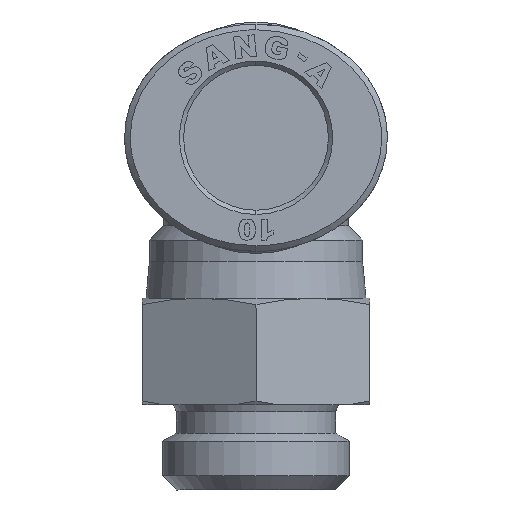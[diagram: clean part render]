
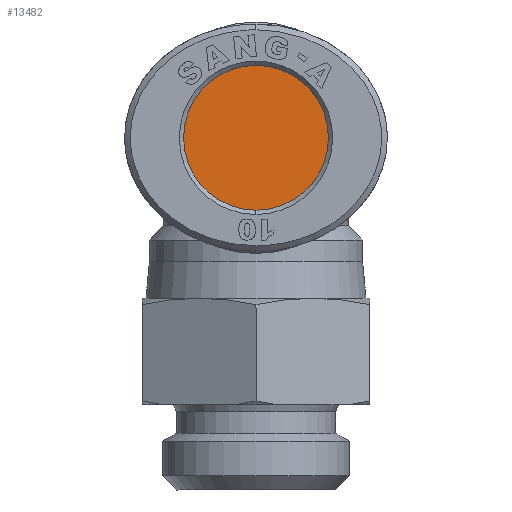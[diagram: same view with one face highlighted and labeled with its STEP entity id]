
A CAD part, left-side view. The second image highlights one B-rep face of the part: STEP entity #13482.
In plain terms, the highlighted planar face has unit normal (-1, 0, 0).
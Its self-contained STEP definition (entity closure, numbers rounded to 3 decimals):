
#262 = CIRCLE ( 'NONE', #10709, 5.1 ) ;
#1138 = DIRECTION ( 'NONE',  ( 0., 1., 0. ) ) ;
#2604 = DIRECTION ( 'NONE',  ( 0., 0., -1. ) ) ;
#3609 = AXIS2_PLACEMENT_3D ( 'NONE', #28403, #14402, #19021 ) ;
#3718 = ORIENTED_EDGE ( 'NONE', *, *, #7479, .T. ) ;
#5005 = FACE_OUTER_BOUND ( 'NONE', #22875, .T. ) ;
#5950 = CARTESIAN_POINT ( 'NONE',  ( -14.833, 0., 0. ) ) ;
#6443 = EDGE_CURVE ( 'NONE', #9995, #22003, #12382, .T. ) ;
#7479 = EDGE_CURVE ( 'NONE', #22003, #9995, #262, .T. ) ;
#8514 = DIRECTION ( 'NONE',  ( -1., 0., 0. ) ) ;
#9995 = VERTEX_POINT ( 'NONE', #14587 ) ;
#10517 = AXIS2_PLACEMENT_3D ( 'NONE', #18704, #13878, #2604 ) ;
#10709 = AXIS2_PLACEMENT_3D ( 'NONE', #5950, #8514, #1138 ) ;
#12382 = CIRCLE ( 'NONE', #3609, 5.1 ) ;
#13482 = ADVANCED_FACE ( 'NONE', ( #5005 ), #27867, .F. ) ;
#13878 = DIRECTION ( 'NONE',  ( 1., 0., 0. ) ) ;
#14223 = CARTESIAN_POINT ( 'NONE',  ( -14.833, -5.1, 0. ) ) ;
#14402 = DIRECTION ( 'NONE',  ( -1., 0., 0. ) ) ;
#14587 = CARTESIAN_POINT ( 'NONE',  ( -14.833, 5.1, 0. ) ) ;
#18704 = CARTESIAN_POINT ( 'NONE',  ( -14.833, 0., 0. ) ) ;
#19021 = DIRECTION ( 'NONE',  ( 0., 1., 0. ) ) ;
#19800 = ORIENTED_EDGE ( 'NONE', *, *, #6443, .T. ) ;
#22003 = VERTEX_POINT ( 'NONE', #14223 ) ;
#22875 = EDGE_LOOP ( 'NONE', ( #19800, #3718 ) ) ;
#27867 = PLANE ( 'NONE',  #10517 ) ;
#28403 = CARTESIAN_POINT ( 'NONE',  ( -14.833, 0., 0. ) ) ;
